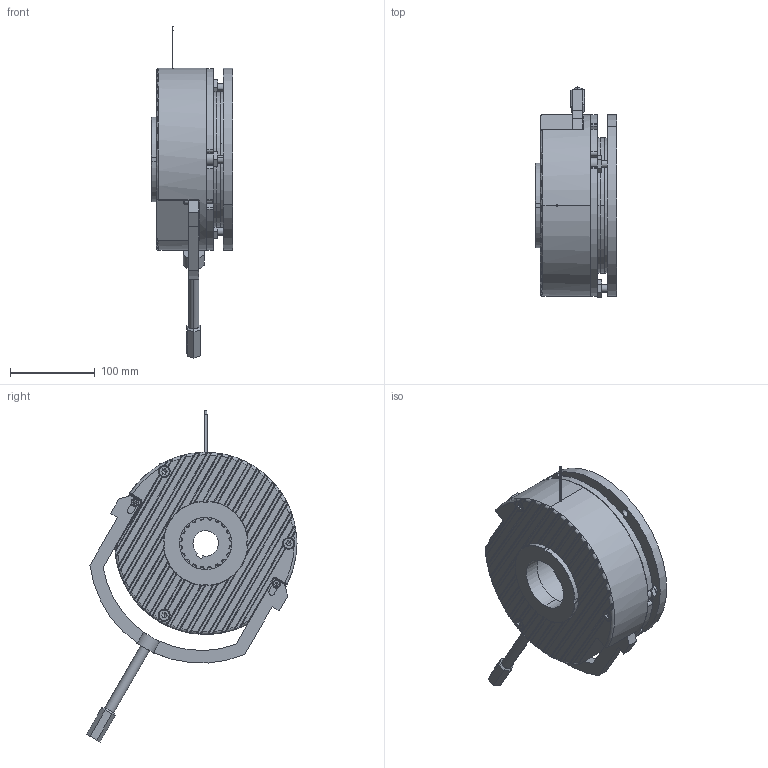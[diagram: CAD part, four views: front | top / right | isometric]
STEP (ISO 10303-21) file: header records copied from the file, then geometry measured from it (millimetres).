
FILE_DESCRIPTION (( 'STEP AP203' ), '1' );
FILE_NAME ('846_MSEB_WebAssy.STEP', '2020-07-16T11:49:56', ( '' ), ( '' ), 'SwSTEP 2.0', 'SolidWorks 2020', '' );
FILE_SCHEMA (( 'CONFIG_CONTROL_DESIGN' ));
Length unit declared in the file: inch
Products named in the file (1): 846_MSEB_WebAssy
Bounding box: 96 x 249.14 x 392.05 mm (x, y, z)
Volume: 2352932.2 mm3; surface area: 489825.3 mm2
Topology: 20 solids, 20 shells, 1121 faces, 2877 edges, 1806 vertices
Faces by surface type: cylinder 484, plane 320, bspline 137, cone 128, torus 52
Entity records: 41309 total; most frequent: CARTESIAN_POINT 14854, ORIENTED_EDGE 5734, DIRECTION 5411, EDGE_CURVE 2867, AXIS2_PLACEMENT_3D 2195, VERTEX_POINT 1806, CIRCLE 1210, EDGE_LOOP 1203
